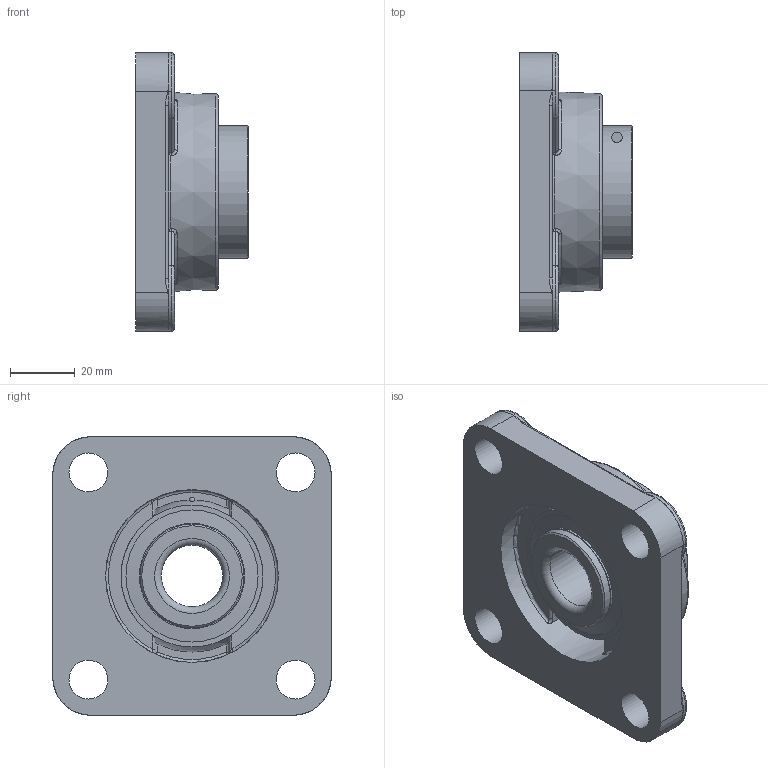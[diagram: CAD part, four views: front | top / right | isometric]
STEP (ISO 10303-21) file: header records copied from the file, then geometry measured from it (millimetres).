
FILE_DESCRIPTION(('HOOPS Exchange Step'),'2;1');
FILE_NAME('export-71BDD279-5E6F-428F-A67F-98B6F5DF8F9B.stp','2020-05-28T13:01:29-07:00',('dkerr'),('Alibre'),'HOOPS Exchange 2020.0','Alibre','Unknown authorisation');
FILE_SCHEMA( ('AP242_MANAGED_MODEL_BASED_3D_ENGINEERING_MIM_LF {1 0 10303 442 1 1 4 }') );
Length unit declared in the file: inch
Products named in the file (8): MRN SFM L4L 204; MRN SUE 204-12 L4L (0.75) (Race); MRN SUE 204 L4L (Ball); MRN SUE 204 L4L (Shield); MRN SUE 204 L4L (Lock Ring); MRN SUE 204 L4L (Bolt); MRN SUE 204-12 L4L (0.75); MRN SUESFM 204-12 L4L (0.750inch)
Assembly tree (7 placements, depth 3):
  MRN SUESFM 204-12 L4L (0.750inch)
    MRN SFM L4L 204
    MRN SUE 204-12 L4L (0.75)
      MRN SUE 204-12 L4L (0.75) (Race)
      MRN SUE 204 L4L (Ball)
      MRN SUE 204 L4L (Shield)
      MRN SUE 204 L4L (Lock Ring)
      MRN SUE 204 L4L (Bolt)
Bounding box: 34.8 x 86 x 86 mm (x, y, z)
Volume: 95273.6 mm3; surface area: 41858.6 mm2
Topology: 15 solids, 15 shells, 262 faces, 710 edges, 453 vertices
Faces by surface type: cylinder 74, plane 72, bspline 36, torus 35, cone 31, sphere 14
Full cylindrical faces by diameter (mm): 3.242 x2, 4 x1, 7 x1, 12 x4, 19.05 x1, 32 x4, 32.508 x2, 40 x2, 40.792 x2, 53.34 x1, 54.25 x1
Entity records: 19985 total; most frequent: CARTESIAN_POINT 13394, ORIENTED_EDGE 1360, DIRECTION 1335, EDGE_CURVE 680, AXIS2_PLACEMENT_3D 568, VERTEX_POINT 453, CIRCLE 319, EDGE_LOOP 289
